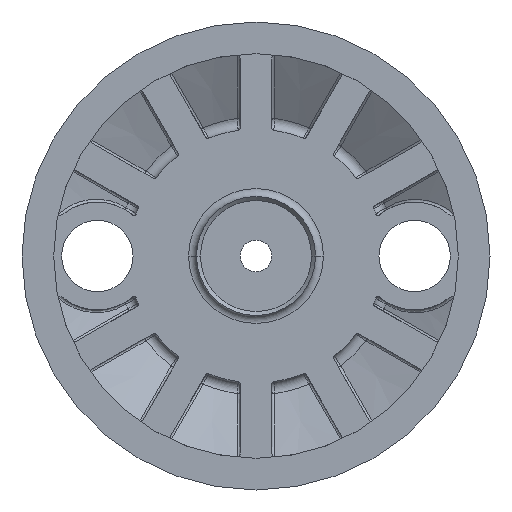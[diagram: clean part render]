
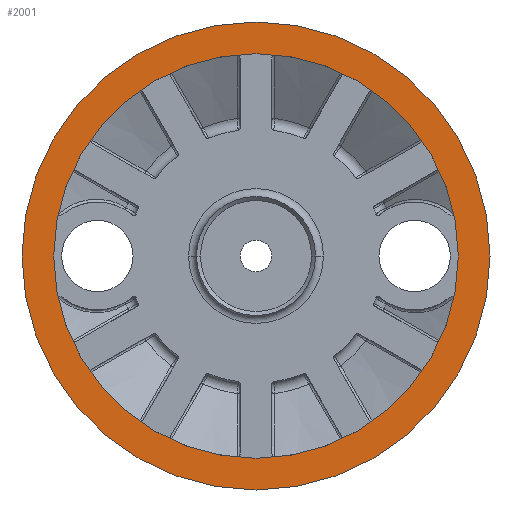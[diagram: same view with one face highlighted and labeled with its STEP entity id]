
A CAD part, front view. The second image highlights one B-rep face of the part: STEP entity #2001.
In plain terms, the highlighted planar face has unit normal (0, -1, 0).
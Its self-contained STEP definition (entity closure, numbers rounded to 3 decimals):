
#80 = CARTESIAN_POINT ( 'NONE',  ( 4., 0., 0. ) ) ;
#167 = VERTEX_POINT ( 'NONE', #4313 ) ;
#516 = EDGE_CURVE ( 'NONE', #167, #1902, #3311, .T. ) ;
#725 = AXIS2_PLACEMENT_3D ( 'NONE', #2313, #2286, #2246 ) ;
#792 = CIRCLE ( 'NONE', #6896, 25.5 ) ;
#1515 = AXIS2_PLACEMENT_3D ( 'NONE', #3694, #3684, #3682 ) ;
#1902 = VERTEX_POINT ( 'NONE', #6905 ) ;
#2001 = ADVANCED_FACE ( 'NONE', ( #2638, #2673 ), #6046, .T. ) ;
#2118 = EDGE_CURVE ( 'NONE', #5433, #6013, #2430, .T. ) ;
#2246 = DIRECTION ( 'NONE',  ( -1., 0., 0. ) ) ;
#2273 = AXIS2_PLACEMENT_3D ( 'NONE', #6410, #6396, #6039 ) ;
#2286 = DIRECTION ( 'NONE',  ( 0., 1., 0. ) ) ;
#2313 = CARTESIAN_POINT ( 'NONE',  ( 29.5, 0., 0. ) ) ;
#2430 = CIRCLE ( 'NONE', #1515, 25.5 ) ;
#2638 = FACE_BOUND ( 'NONE', #4281, .T. ) ;
#2673 = FACE_OUTER_BOUND ( 'NONE', #4239, .T. ) ;
#2873 = DIRECTION ( 'NONE',  ( -1., 0., 0. ) ) ;
#2879 = DIRECTION ( 'NONE',  ( 0., 1., 0. ) ) ;
#2882 = CARTESIAN_POINT ( 'NONE',  ( 29.5, 0., 0. ) ) ;
#3311 = CIRCLE ( 'NONE', #725, 29.5 ) ;
#3533 = EDGE_CURVE ( 'NONE', #6013, #5433, #792, .T. ) ;
#3682 = DIRECTION ( 'NONE',  ( -1., 0., 0. ) ) ;
#3684 = DIRECTION ( 'NONE',  ( 0., 1., 0. ) ) ;
#3694 = CARTESIAN_POINT ( 'NONE',  ( 29.5, 0., 0. ) ) ;
#3787 = ORIENTED_EDGE ( 'NONE', *, *, #4616, .F. ) ;
#3803 = ORIENTED_EDGE ( 'NONE', *, *, #516, .F. ) ;
#3811 = ORIENTED_EDGE ( 'NONE', *, *, #3533, .T. ) ;
#3828 = ORIENTED_EDGE ( 'NONE', *, *, #2118, .T. ) ;
#4239 = EDGE_LOOP ( 'NONE', ( #3803, #3787 ) ) ;
#4281 = EDGE_LOOP ( 'NONE', ( #3828, #3811 ) ) ;
#4313 = CARTESIAN_POINT ( 'NONE',  ( 59., 0., 0. ) ) ;
#4616 = EDGE_CURVE ( 'NONE', #1902, #167, #7604, .T. ) ;
#4674 = DIRECTION ( 'NONE',  ( -1., 0., 0. ) ) ;
#4685 = DIRECTION ( 'NONE',  ( 0., 1., 0. ) ) ;
#4695 = CARTESIAN_POINT ( 'NONE',  ( 29.5, 0., 0. ) ) ;
#4907 = CARTESIAN_POINT ( 'NONE',  ( 55., 0., 0. ) ) ;
#5433 = VERTEX_POINT ( 'NONE', #80 ) ;
#5501 = AXIS2_PLACEMENT_3D ( 'NONE', #4695, #4685, #4674 ) ;
#6013 = VERTEX_POINT ( 'NONE', #4907 ) ;
#6039 = DIRECTION ( 'NONE',  ( 1., 0., 0. ) ) ;
#6046 = PLANE ( 'NONE',  #2273 ) ;
#6396 = DIRECTION ( 'NONE',  ( 0., -1., 0. ) ) ;
#6410 = CARTESIAN_POINT ( 'NONE',  ( 4., 0., 0. ) ) ;
#6896 = AXIS2_PLACEMENT_3D ( 'NONE', #2882, #2879, #2873 ) ;
#6905 = CARTESIAN_POINT ( 'NONE',  ( 0., 0., 0. ) ) ;
#7604 = CIRCLE ( 'NONE', #5501, 29.5 ) ;
